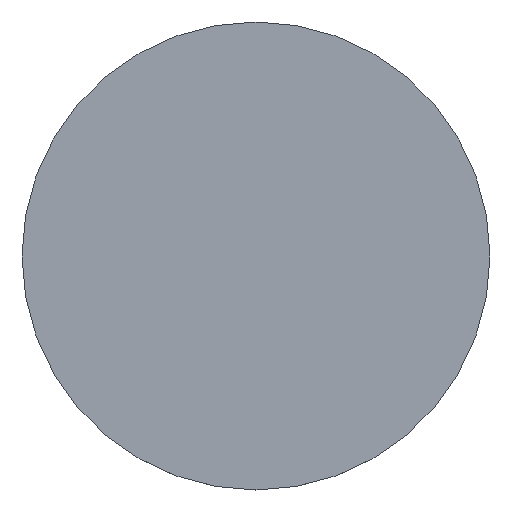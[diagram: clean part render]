
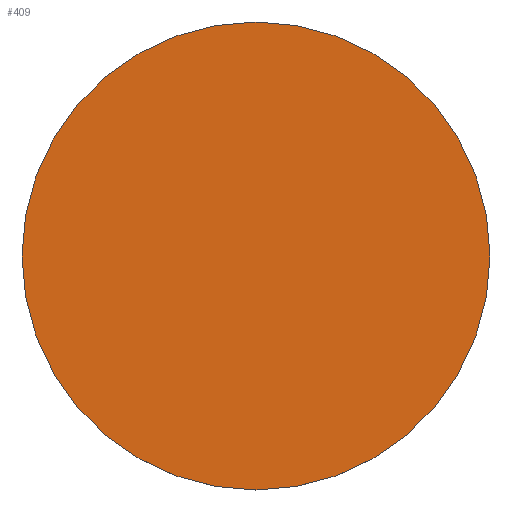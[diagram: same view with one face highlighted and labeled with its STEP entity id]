
A CAD part, top view. The second image highlights one B-rep face of the part: STEP entity #409.
In plain terms, the highlighted planar face has unit normal (0, 0, 1).
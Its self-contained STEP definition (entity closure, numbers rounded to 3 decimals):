
#218=CARTESIAN_POINT('',(0.,0.,4.));
#219=DIRECTION('',(0.,0.,1.));
#220=DIRECTION('',(1.,0.,0.));
#221=AXIS2_PLACEMENT_3D('',#218,#219,#220);
#226=CARTESIAN_POINT('',(0.,0.,4.));
#227=DIRECTION('',(0.,0.,1.));
#228=DIRECTION('',(-1.,0.,0.));
#229=AXIS2_PLACEMENT_3D('',#226,#227,#228);
#293=CARTESIAN_POINT('',(47.93,0.,4.));
#294=CARTESIAN_POINT('',(-47.93,0.,4.));
#295=VERTEX_POINT('',#293);
#296=VERTEX_POINT('',#294);
#399=CARTESIAN_POINT('',(0.,0.,4.));
#400=DIRECTION('',(0.,0.,1.));
#401=DIRECTION('',(1.,0.,0.));
#402=AXIS2_PLACEMENT_3D('',#399,#400,#401);
#403=PLANE('',#402);
#404=ORIENTED_EDGE('',*,*,#389,.F.);
#406=ORIENTED_EDGE('',*,*,#405,.F.);
#407=EDGE_LOOP('',(#404,#406));
#408=FACE_OUTER_BOUND('',#407,.F.);
#222=CIRCLE('',#221,47.93);
#230=CIRCLE('',#229,47.93);
#389=EDGE_CURVE('',#295,#296,#222,.T.);
#405=EDGE_CURVE('',#296,#295,#230,.T.);
#409=ADVANCED_FACE('',(#408),#403,.T.);
